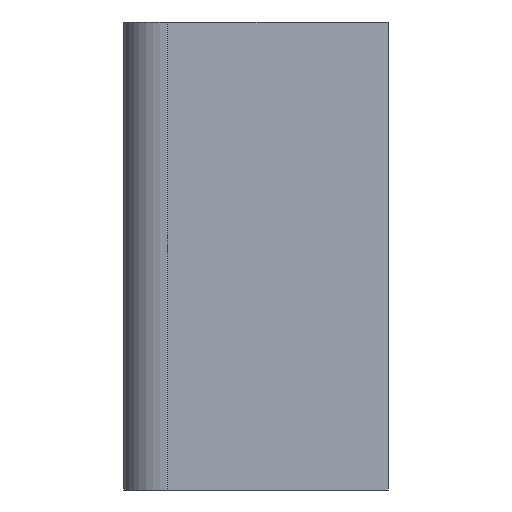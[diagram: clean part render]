
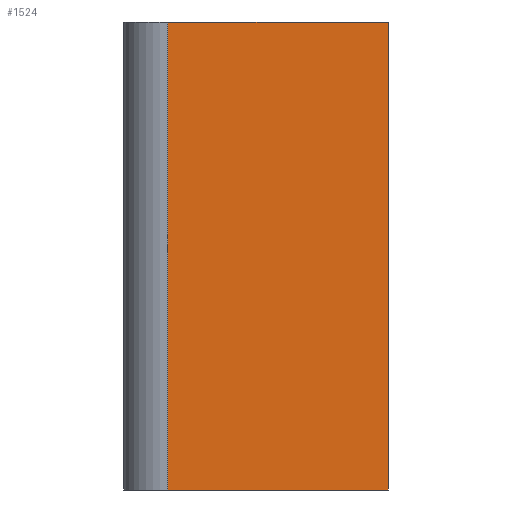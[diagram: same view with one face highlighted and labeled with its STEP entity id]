
A CAD part, left-side view. The second image highlights one B-rep face of the part: STEP entity #1524.
In plain terms, the highlighted planar face has unit normal (-1, 0, 0).
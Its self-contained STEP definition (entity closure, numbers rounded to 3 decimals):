
#74=PLANE('',#1639);
#158=FACE_OUTER_BOUND('',#234,.T.);
#234=EDGE_LOOP('',(#1343,#1344,#1345,#1346));
#319=LINE('',#2236,#509);
#322=LINE('',#2243,#512);
#325=LINE('',#2249,#515);
#427=LINE('',#2449,#617);
#509=VECTOR('',#1821,10.);
#512=VECTOR('',#1828,10.);
#515=VECTOR('',#1833,10.);
#617=VECTOR('',#2005,10.);
#732=VERTEX_POINT('',#2233);
#733=VERTEX_POINT('',#2235);
#735=VERTEX_POINT('',#2241);
#737=VERTEX_POINT('',#2247);
#898=EDGE_CURVE('',#733,#732,#319,.T.);
#902=EDGE_CURVE('',#735,#732,#322,.T.);
#905=EDGE_CURVE('',#737,#735,#325,.T.);
#1007=EDGE_CURVE('',#737,#733,#427,.T.);
#1343=ORIENTED_EDGE('',*,*,#902,.F.);
#1344=ORIENTED_EDGE('',*,*,#905,.F.);
#1345=ORIENTED_EDGE('',*,*,#1007,.T.);
#1346=ORIENTED_EDGE('',*,*,#898,.T.);
#1524=ADVANCED_FACE('',(#158),#74,.T.);
#1639=AXIS2_PLACEMENT_3D('',#2448,#2003,#2004);
#1821=DIRECTION('',(0.,1.,0.));
#1828=DIRECTION('',(0.,0.,1.));
#1833=DIRECTION('',(0.,1.,0.));
#2003=DIRECTION('center_axis',(-1.,0.,0.));
#2004=DIRECTION('ref_axis',(0.,0.,1.));
#2005=DIRECTION('',(0.,0.,1.));
#2233=CARTESIAN_POINT('',(-20.,27.5,19.));
#2235=CARTESIAN_POINT('',(-20.,17.5,19.));
#2236=CARTESIAN_POINT('',(-20.,17.5,19.));
#2241=CARTESIAN_POINT('',(-20.,27.5,-2.2));
#2243=CARTESIAN_POINT('',(-20.,27.5,-1.));
#2247=CARTESIAN_POINT('',(-20.,17.5,-2.2));
#2249=CARTESIAN_POINT('',(-20.,17.5,-2.2));
#2448=CARTESIAN_POINT('Origin',(-20.,17.5,-2.));
#2449=CARTESIAN_POINT('',(-20.,17.5,0.));
